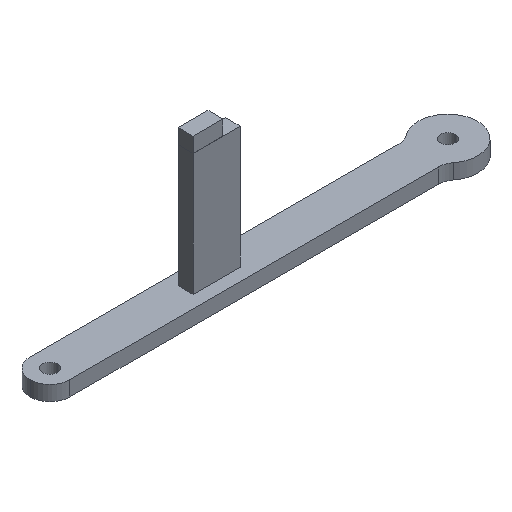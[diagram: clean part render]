
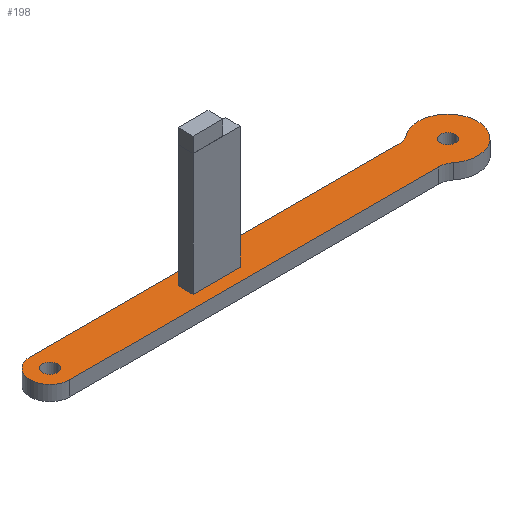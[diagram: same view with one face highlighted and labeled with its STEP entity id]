
A CAD part, isometric view. The second image highlights one B-rep face of the part: STEP entity #198.
In plain terms, the highlighted planar face has unit normal (0, 0, 1).
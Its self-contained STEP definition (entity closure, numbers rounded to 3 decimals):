
#3 = CARTESIAN_POINT ( 'NONE',  ( -80., -4., 3. ) ) ;
#7 = CARTESIAN_POINT ( 'NONE',  ( -80., 4., 3. ) ) ;
#8 = CARTESIAN_POINT ( 'NONE',  ( -5.889, 4., 3. ) ) ;
#18 = EDGE_LOOP ( 'NONE', ( #693, #745, #753, #56 ) ) ;
#19 = EDGE_CURVE ( 'NONE', #445, #352, #338, .T. ) ;
#43 = AXIS2_PLACEMENT_3D ( 'NONE', #512, #764, #635 ) ;
#46 = CARTESIAN_POINT ( 'NONE',  ( -5.889, -4., 3. ) ) ;
#48 = EDGE_CURVE ( 'NONE', #227, #549, #498, .T. ) ;
#56 = ORIENTED_EDGE ( 'NONE', *, *, #715, .F. ) ;
#60 = CARTESIAN_POINT ( 'NONE',  ( -3.654, -4.759, 3. ) ) ;
#73 = EDGE_CURVE ( 'NONE', #449, #707, #244, .T. ) ;
#77 = DIRECTION ( 'NONE',  ( 1., 0., 0. ) ) ;
#81 = CARTESIAN_POINT ( 'NONE',  ( -5.889, 7.67, 3. ) ) ;
#100 = CIRCLE ( 'NONE', #224, 4. ) ;
#101 = EDGE_CURVE ( 'NONE', #648, #686, #163, .T. ) ;
#102 = CARTESIAN_POINT ( 'NONE',  ( -78.5, 0., 3. ) ) ;
#119 = DIRECTION ( 'NONE',  ( 1., 0., 0. ) ) ;
#120 = DIRECTION ( 'NONE',  ( -1., 0., 0. ) ) ;
#127 = FACE_BOUND ( 'NONE', #391, .T. ) ;
#144 = ORIENTED_EDGE ( 'NONE', *, *, #209, .F. ) ;
#146 = CARTESIAN_POINT ( 'NONE',  ( -80., 0., 3. ) ) ;
#163 = CIRCLE ( 'NONE', #606, 3.67 ) ;
#165 = CARTESIAN_POINT ( 'NONE',  ( 1.5, 0., 3. ) ) ;
#176 = DIRECTION ( 'NONE',  ( 0., 0., 1. ) ) ;
#181 = VECTOR ( 'NONE', #425, 1000. ) ;
#187 = DIRECTION ( 'NONE',  ( -1., 0., 0. ) ) ;
#189 = FACE_BOUND ( 'NONE', #18, .T. ) ;
#192 = AXIS2_PLACEMENT_3D ( 'NONE', #721, #176, #77 ) ;
#195 = ORIENTED_EDGE ( 'NONE', *, *, #48, .T. ) ;
#198 = ADVANCED_FACE ( 'NONE', ( #665, #127, #490, #189 ), #430, .F. ) ;
#209 = EDGE_CURVE ( 'NONE', #452, #349, #247, .T. ) ;
#210 = DIRECTION ( 'NONE',  ( 1., 0., 0. ) ) ;
#220 = EDGE_CURVE ( 'NONE', #349, #452, #785, .T. ) ;
#223 = ORIENTED_EDGE ( 'NONE', *, *, #618, .T. ) ;
#224 = AXIS2_PLACEMENT_3D ( 'NONE', #350, #582, #230 ) ;
#227 = VERTEX_POINT ( 'NONE', #574 ) ;
#230 = DIRECTION ( 'NONE',  ( 1., 0., 0. ) ) ;
#231 = CARTESIAN_POINT ( 'NONE',  ( -52.75, 1.5, 3. ) ) ;
#237 = ORIENTED_EDGE ( 'NONE', *, *, #101, .T. ) ;
#238 = VECTOR ( 'NONE', #384, 1000. ) ;
#244 = CIRCLE ( 'NONE', #389, 1.5 ) ;
#247 = CIRCLE ( 'NONE', #43, 1.5 ) ;
#268 = AXIS2_PLACEMENT_3D ( 'NONE', #477, #489, #779 ) ;
#271 = DIRECTION ( 'NONE',  ( 0., 0., -1. ) ) ;
#278 = ORIENTED_EDGE ( 'NONE', *, *, #755, .F. ) ;
#287 = LINE ( 'NONE', #521, #238 ) ;
#310 = CARTESIAN_POINT ( 'NONE',  ( -3.654, 4.759, 3. ) ) ;
#314 = CARTESIAN_POINT ( 'NONE',  ( -5.889, 4., 3. ) ) ;
#319 = CARTESIAN_POINT ( 'NONE',  ( -43.25, -1.5, 3. ) ) ;
#321 = DIRECTION ( 'NONE',  ( 0., 0., -1. ) ) ;
#330 = AXIS2_PLACEMENT_3D ( 'NONE', #146, #748, #210 ) ;
#333 = ORIENTED_EDGE ( 'NONE', *, *, #708, .T. ) ;
#338 = LINE ( 'NONE', #566, #526 ) ;
#346 = DIRECTION ( 'NONE',  ( 0., 1., 0. ) ) ;
#349 = VERTEX_POINT ( 'NONE', #675 ) ;
#350 = CARTESIAN_POINT ( 'NONE',  ( -80., 0., 3. ) ) ;
#352 = VERTEX_POINT ( 'NONE', #757 ) ;
#360 = CARTESIAN_POINT ( 'NONE',  ( 0., 0., 3. ) ) ;
#363 = CIRCLE ( 'NONE', #268, 3.67 ) ;
#383 = ORIENTED_EDGE ( 'NONE', *, *, #688, .T. ) ;
#384 = DIRECTION ( 'NONE',  ( 1., 0., 0. ) ) ;
#389 = AXIS2_PLACEMENT_3D ( 'NONE', #435, #657, #119 ) ;
#390 = AXIS2_PLACEMENT_3D ( 'NONE', #669, #271, #120 ) ;
#391 = EDGE_LOOP ( 'NONE', ( #728, #144 ) ) ;
#396 = EDGE_LOOP ( 'NONE', ( #278, #751 ) ) ;
#412 = DIRECTION ( 'NONE',  ( 1., 0., 0. ) ) ;
#421 = DIRECTION ( 'NONE',  ( -1., 0., 0. ) ) ;
#425 = DIRECTION ( 'NONE',  ( -1., 0., 0. ) ) ;
#430 = PLANE ( 'NONE',  #390 ) ;
#435 = CARTESIAN_POINT ( 'NONE',  ( -80., 0., 3. ) ) ;
#445 = VERTEX_POINT ( 'NONE', #768 ) ;
#449 = VERTEX_POINT ( 'NONE', #102 ) ;
#452 = VERTEX_POINT ( 'NONE', #165 ) ;
#456 = VECTOR ( 'NONE', #187, 1000. ) ;
#458 = LINE ( 'NONE', #645, #474 ) ;
#461 = EDGE_CURVE ( 'NONE', #651, #227, #100, .T. ) ;
#467 = CARTESIAN_POINT ( 'NONE',  ( -81.5, 0., 3. ) ) ;
#469 = AXIS2_PLACEMENT_3D ( 'NONE', #360, #594, #412 ) ;
#474 = VECTOR ( 'NONE', #346, 1000. ) ;
#477 = CARTESIAN_POINT ( 'NONE',  ( -5.889, -7.67, 3. ) ) ;
#485 = EDGE_CURVE ( 'NONE', #527, #633, #458, .T. ) ;
#489 = DIRECTION ( 'NONE',  ( 0., 0., -1. ) ) ;
#490 = FACE_OUTER_BOUND ( 'NONE', #523, .T. ) ;
#494 = CARTESIAN_POINT ( 'NONE',  ( -43.25, 1.5, 3. ) ) ;
#498 = CIRCLE ( 'NONE', #192, 4. ) ;
#503 = VERTEX_POINT ( 'NONE', #46 ) ;
#505 = EDGE_CURVE ( 'NONE', #352, #527, #287, .T. ) ;
#512 = CARTESIAN_POINT ( 'NONE',  ( 0., 0., 3. ) ) ;
#515 = CARTESIAN_POINT ( 'NONE',  ( 0., 0., 3. ) ) ;
#521 = CARTESIAN_POINT ( 'NONE',  ( -52.75, -1.5, 3. ) ) ;
#523 = EDGE_LOOP ( 'NONE', ( #237, #383, #561, #195, #223, #333, #623 ) ) ;
#526 = VECTOR ( 'NONE', #754, 1000. ) ;
#527 = VERTEX_POINT ( 'NONE', #319 ) ;
#538 = LINE ( 'NONE', #672, #583 ) ;
#549 = VERTEX_POINT ( 'NONE', #3 ) ;
#561 = ORIENTED_EDGE ( 'NONE', *, *, #461, .T. ) ;
#566 = CARTESIAN_POINT ( 'NONE',  ( -52.75, 1.5, 3. ) ) ;
#574 = CARTESIAN_POINT ( 'NONE',  ( -84., 0., 3. ) ) ;
#582 = DIRECTION ( 'NONE',  ( 0., 0., 1. ) ) ;
#583 = VECTOR ( 'NONE', #736, 1000. ) ;
#594 = DIRECTION ( 'NONE',  ( 0., 0., 1. ) ) ;
#606 = AXIS2_PLACEMENT_3D ( 'NONE', #81, #321, #421 ) ;
#618 = EDGE_CURVE ( 'NONE', #549, #503, #538, .T. ) ;
#621 = VERTEX_POINT ( 'NONE', #60 ) ;
#623 = ORIENTED_EDGE ( 'NONE', *, *, #722, .T. ) ;
#629 = CIRCLE ( 'NONE', #469, 6. ) ;
#633 = VERTEX_POINT ( 'NONE', #494 ) ;
#635 = DIRECTION ( 'NONE',  ( 1., 0., 0. ) ) ;
#639 = DIRECTION ( 'NONE',  ( 1., 0., 0. ) ) ;
#641 = CIRCLE ( 'NONE', #330, 1.5 ) ;
#645 = CARTESIAN_POINT ( 'NONE',  ( -43.25, 1.5, 3. ) ) ;
#648 = VERTEX_POINT ( 'NONE', #310 ) ;
#651 = VERTEX_POINT ( 'NONE', #7 ) ;
#656 = LINE ( 'NONE', #231, #456 ) ;
#657 = DIRECTION ( 'NONE',  ( 0., 0., 1. ) ) ;
#665 = FACE_BOUND ( 'NONE', #396, .T. ) ;
#669 = CARTESIAN_POINT ( 'NONE',  ( -5.889, 7.67, 3. ) ) ;
#672 = CARTESIAN_POINT ( 'NONE',  ( -5.889, -4., 3. ) ) ;
#675 = CARTESIAN_POINT ( 'NONE',  ( -1.5, 0., 3. ) ) ;
#686 = VERTEX_POINT ( 'NONE', #8 ) ;
#688 = EDGE_CURVE ( 'NONE', #686, #651, #719, .T. ) ;
#691 = DIRECTION ( 'NONE',  ( 0., 0., 1. ) ) ;
#693 = ORIENTED_EDGE ( 'NONE', *, *, #485, .F. ) ;
#707 = VERTEX_POINT ( 'NONE', #467 ) ;
#708 = EDGE_CURVE ( 'NONE', #503, #621, #363, .T. ) ;
#715 = EDGE_CURVE ( 'NONE', #633, #445, #656, .T. ) ;
#719 = LINE ( 'NONE', #314, #181 ) ;
#721 = CARTESIAN_POINT ( 'NONE',  ( -80., 0., 3. ) ) ;
#722 = EDGE_CURVE ( 'NONE', #621, #648, #629, .T. ) ;
#728 = ORIENTED_EDGE ( 'NONE', *, *, #220, .F. ) ;
#736 = DIRECTION ( 'NONE',  ( 1., 0., 0. ) ) ;
#745 = ORIENTED_EDGE ( 'NONE', *, *, #505, .F. ) ;
#748 = DIRECTION ( 'NONE',  ( 0., 0., 1. ) ) ;
#751 = ORIENTED_EDGE ( 'NONE', *, *, #73, .F. ) ;
#752 = AXIS2_PLACEMENT_3D ( 'NONE', #515, #691, #639 ) ;
#753 = ORIENTED_EDGE ( 'NONE', *, *, #19, .F. ) ;
#754 = DIRECTION ( 'NONE',  ( 0., -1., 0. ) ) ;
#755 = EDGE_CURVE ( 'NONE', #707, #449, #641, .T. ) ;
#757 = CARTESIAN_POINT ( 'NONE',  ( -52.75, -1.5, 3. ) ) ;
#764 = DIRECTION ( 'NONE',  ( 0., 0., 1. ) ) ;
#768 = CARTESIAN_POINT ( 'NONE',  ( -52.75, 1.5, 3. ) ) ;
#779 = DIRECTION ( 'NONE',  ( 1., 0., 0. ) ) ;
#785 = CIRCLE ( 'NONE', #752, 1.5 ) ;
